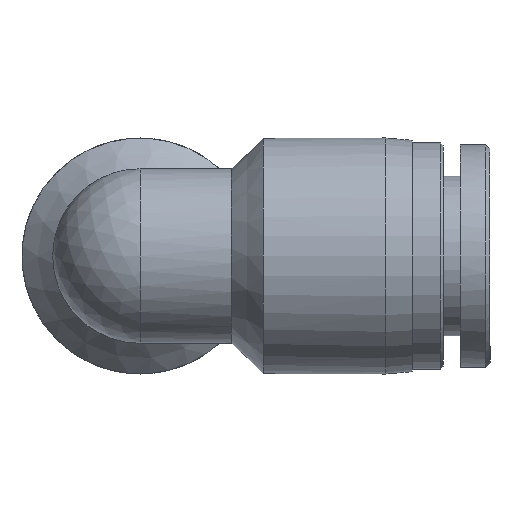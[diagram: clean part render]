
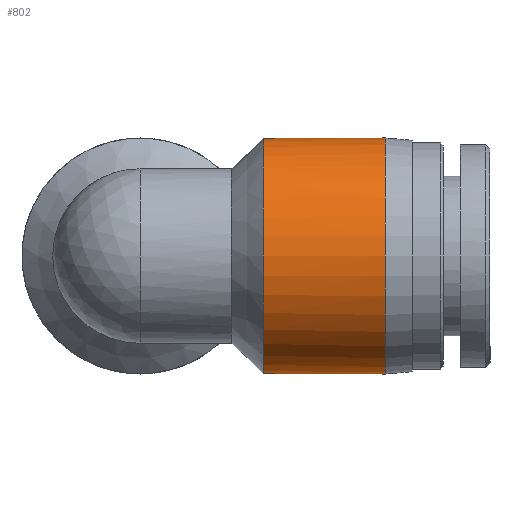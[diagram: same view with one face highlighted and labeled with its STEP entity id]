
A CAD part, left-side view. The second image highlights one B-rep face of the part: STEP entity #802.
In plain terms, the highlighted cylindrical face has radius 8.8 mm (diameter 17.6 mm), a full revolution.
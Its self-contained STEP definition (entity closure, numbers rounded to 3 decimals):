
#343=CARTESIAN_POINT('',(12.4,-8.743,1.0));
#344=VERTEX_POINT('',#343);
#345=CARTESIAN_POINT('',(12.4,-8.8,0.0));
#346=VERTEX_POINT('',#345);
#347=CARTESIAN_POINT('',(12.4,0.,0.0));
#348=DIRECTION('',(1.0,0.0,0.0));
#349=DIRECTION('',(0.0,1.0,0.0));
#350=AXIS2_PLACEMENT_3D('',#347,#348,#349);
#351=CIRCLE('',#350,8.8);
#352=EDGE_CURVE('',#344,#346,#351,.T.);
#376=CARTESIAN_POINT('',(12.4,-8.743,-1.0));
#377=VERTEX_POINT('',#376);
#378=CARTESIAN_POINT('',(12.4,0.,0.0));
#379=DIRECTION('',(1.0,0.0,0.0));
#380=DIRECTION('',(0.0,1.0,0.0));
#381=AXIS2_PLACEMENT_3D('',#378,#379,#380);
#382=CIRCLE('',#381,8.8);
#383=EDGE_CURVE('',#346,#377,#382,.T.);
#407=CARTESIAN_POINT('',(9.2,-8.743,1.0));
#408=VERTEX_POINT('',#407);
#409=CARTESIAN_POINT('',(9.2,-8.743,1.0));
#410=DIRECTION('',(1.0,0.0,0.0));
#411=VECTOR('',#410,3.2);
#412=LINE('',#409,#411);
#413=EDGE_CURVE('',#408,#344,#412,.T.);
#516=CARTESIAN_POINT('',(9.2,-8.743,-1.0));
#517=VERTEX_POINT('',#516);
#518=CARTESIAN_POINT('',(12.4,-8.743,-1.0));
#519=DIRECTION('',(-1.0,0.0,0.0));
#520=VECTOR('',#519,3.2);
#521=LINE('',#518,#520);
#522=EDGE_CURVE('',#377,#517,#521,.T.);
#769=CARTESIAN_POINT('',(9.2,0.,0.0));
#770=DIRECTION('',(1.0,0.0,0.0));
#771=DIRECTION('',(0.0,1.0,0.0));
#772=AXIS2_PLACEMENT_3D('',#769,#770,#771);
#773=CIRCLE('',#772,8.8);
#774=EDGE_CURVE('',#517,#408,#773,.T.);
#779=CARTESIAN_POINT('',(13.75,0.,0.0));
#780=DIRECTION('',(1.0,0.,0.0));
#781=DIRECTION('',(0.0,1.0,0.0));
#782=AXIS2_PLACEMENT_3D('',#779,#780,#781);
#783=CYLINDRICAL_SURFACE('',#782,8.8);
#784=ORIENTED_EDGE('',*,*,#522,.T.);
#785=ORIENTED_EDGE('',*,*,#774,.T.);
#786=ORIENTED_EDGE('',*,*,#413,.T.);
#787=ORIENTED_EDGE('',*,*,#352,.T.);
#788=ORIENTED_EDGE('',*,*,#383,.T.);
#789=EDGE_LOOP('',(#784,#785,#786,#787,#788));
#790=FACE_OUTER_BOUND('',#789,.T.);
#791=CARTESIAN_POINT('',(18.3,8.8,0.0));
#792=VERTEX_POINT('',#791);
#793=CARTESIAN_POINT('',(18.3,0.,0.0));
#794=DIRECTION('',(1.0,0.0,0.0));
#795=DIRECTION('',(0.0,1.0,0.0));
#796=AXIS2_PLACEMENT_3D('',#793,#794,#795);
#797=CIRCLE('',#796,8.8);
#798=EDGE_CURVE('',#792,#792,#797,.T.);
#799=ORIENTED_EDGE('',*,*,#798,.F.);
#800=EDGE_LOOP('',(#799));
#801=FACE_BOUND('',#800,.T.);
#802=ADVANCED_FACE('',(#790,#801),#783,.T.);
